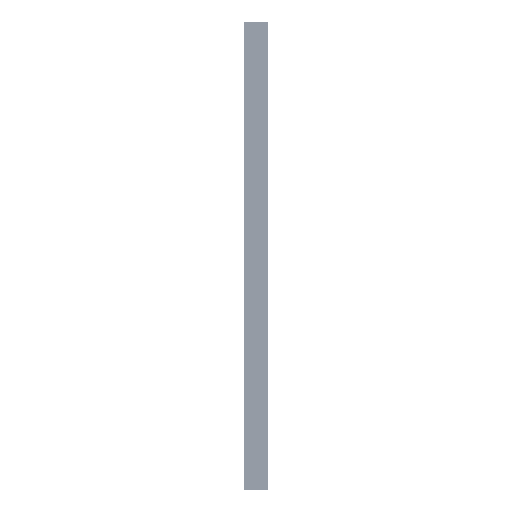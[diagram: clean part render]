
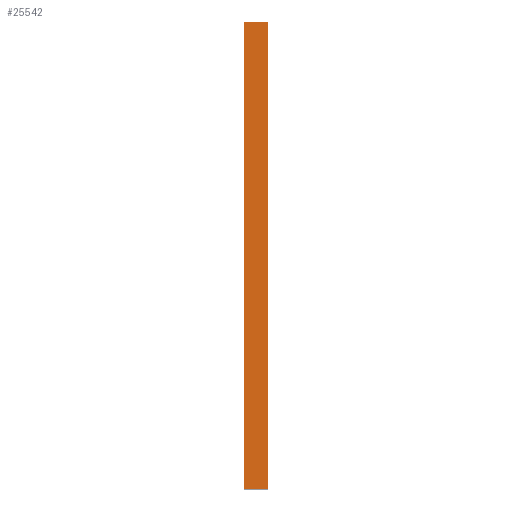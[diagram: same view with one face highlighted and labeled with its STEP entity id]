
A CAD part, left-side view. The second image highlights one B-rep face of the part: STEP entity #25542.
In plain terms, the highlighted planar face has unit normal (-1, 0, 0).
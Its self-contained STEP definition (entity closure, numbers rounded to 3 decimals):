
#774 = VERTEX_POINT ( 'NONE', #44323 ) ;
#1268 = LINE ( 'NONE', #3034, #47800 ) ;
#3034 = CARTESIAN_POINT ( 'NONE',  ( -19.75, -10.4, 1500. ) ) ;
#4537 = DIRECTION ( 'NONE',  ( 0., 0., -1. ) ) ;
#7523 = CARTESIAN_POINT ( 'NONE',  ( -19.75, 66.4, 1500. ) ) ;
#8604 = EDGE_CURVE ( 'NONE', #774, #20323, #45374, .T. ) ;
#9803 = EDGE_LOOP ( 'NONE', ( #43123, #17901, #25463, #45375 ) ) ;
#10286 = FACE_OUTER_BOUND ( 'NONE', #9803, .T. ) ;
#12251 = CARTESIAN_POINT ( 'NONE',  ( -19.75, 0., 0. ) ) ;
#13360 = VERTEX_POINT ( 'NONE', #36305 ) ;
#15398 = PLANE ( 'NONE',  #35282 ) ;
#17901 = ORIENTED_EDGE ( 'NONE', *, *, #19145, .F. ) ;
#19145 = EDGE_CURVE ( 'NONE', #20323, #13360, #1268, .T. ) ;
#20168 = VECTOR ( 'NONE', #35326, 1000. ) ;
#20323 = VERTEX_POINT ( 'NONE', #38127 ) ;
#25463 = ORIENTED_EDGE ( 'NONE', *, *, #8604, .F. ) ;
#25542 = ADVANCED_FACE ( 'NONE', ( #10286 ), #15398, .F. ) ;
#26318 = DIRECTION ( 'NONE',  ( 1., 0., 0. ) ) ;
#26808 = DIRECTION ( 'NONE',  ( 0., 0., -1. ) ) ;
#29163 = VERTEX_POINT ( 'NONE', #29241 ) ;
#29241 = CARTESIAN_POINT ( 'NONE',  ( -19.75, 66.4, 0. ) ) ;
#30218 = LINE ( 'NONE', #7523, #33156 ) ;
#31824 = EDGE_CURVE ( 'NONE', #774, #29163, #30218, .T. ) ;
#32760 = EDGE_CURVE ( 'NONE', #29163, #13360, #36655, .T. ) ;
#33156 = VECTOR ( 'NONE', #4537, 1000. ) ;
#35282 = AXIS2_PLACEMENT_3D ( 'NONE', #45554, #26318, #26808 ) ;
#35326 = DIRECTION ( 'NONE',  ( 0., -1., 0. ) ) ;
#36305 = CARTESIAN_POINT ( 'NONE',  ( -19.75, -10.4, 0. ) ) ;
#36486 = DIRECTION ( 'NONE',  ( 0., 0., -1. ) ) ;
#36655 = LINE ( 'NONE', #12251, #20168 ) ;
#36714 = CARTESIAN_POINT ( 'NONE',  ( -19.75, 0., 1500. ) ) ;
#38127 = CARTESIAN_POINT ( 'NONE',  ( -19.75, -10.4, 1500. ) ) ;
#40804 = DIRECTION ( 'NONE',  ( 0., -1., 0. ) ) ;
#43003 = VECTOR ( 'NONE', #40804, 1000. ) ;
#43123 = ORIENTED_EDGE ( 'NONE', *, *, #32760, .T. ) ;
#44323 = CARTESIAN_POINT ( 'NONE',  ( -19.75, 66.4, 1500. ) ) ;
#45374 = LINE ( 'NONE', #36714, #43003 ) ;
#45375 = ORIENTED_EDGE ( 'NONE', *, *, #31824, .T. ) ;
#45554 = CARTESIAN_POINT ( 'NONE',  ( -19.75, 0., 1500. ) ) ;
#47800 = VECTOR ( 'NONE', #36486, 1000. ) ;
